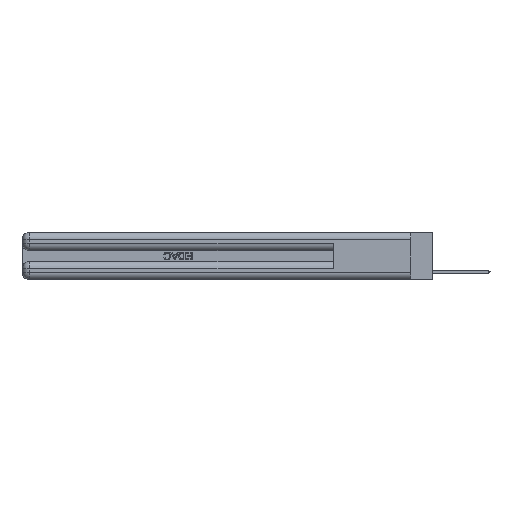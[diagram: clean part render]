
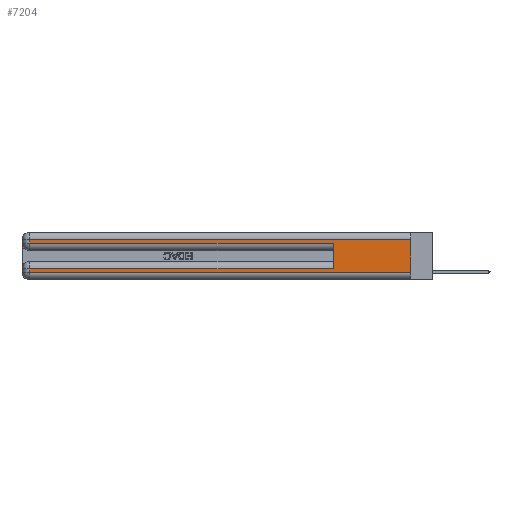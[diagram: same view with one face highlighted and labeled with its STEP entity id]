
A CAD part, left-side view. The second image highlights one B-rep face of the part: STEP entity #7204.
In plain terms, the highlighted planar face has unit normal (-1, 0, 0).
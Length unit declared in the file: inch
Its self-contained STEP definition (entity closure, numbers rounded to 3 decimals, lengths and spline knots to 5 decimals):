
#392 = LINE ( 'NONE', #5221, #26964 ) ;
#1225 = ORIENTED_EDGE ( 'NONE', *, *, #33179, .T. ) ;
#1439 = VECTOR ( 'NONE', #30885, 39.37008 ) ;
#2191 = ORIENTED_EDGE ( 'NONE', *, *, #5380, .T. ) ;
#2562 = EDGE_CURVE ( 'NONE', #14055, #4758, #27346, .T. ) ;
#2618 = DIRECTION ( 'NONE',  ( 0., -1., 0. ) ) ;
#3366 = VECTOR ( 'NONE', #9510, 39.37008 ) ;
#4758 = VERTEX_POINT ( 'NONE', #13558 ) ;
#4826 = VERTEX_POINT ( 'NONE', #29426 ) ;
#5221 = CARTESIAN_POINT ( 'NONE',  ( 0., 0., 0.085 ) ) ;
#5380 = EDGE_CURVE ( 'NONE', #9272, #25675, #24397, .T. ) ;
#5442 = DIRECTION ( 'NONE',  ( 0., 1., 0. ) ) ;
#6427 = DIRECTION ( 'NONE',  ( 0., 0., 1. ) ) ;
#7204 = ADVANCED_FACE ( 'NONE', ( #11008 ), #17587, .F. ) ;
#7367 = EDGE_LOOP ( 'NONE', ( #12572, #32774, #22978, #28995, #20269, #1225, #2191, #9776 ) ) ;
#7481 = CARTESIAN_POINT ( 'NONE',  ( 0., 0., 0.285 ) ) ;
#8993 = VECTOR ( 'NONE', #17918, 39.37008 ) ;
#9211 = VERTEX_POINT ( 'NONE', #28586 ) ;
#9272 = VERTEX_POINT ( 'NONE', #13712 ) ;
#9382 = VERTEX_POINT ( 'NONE', #29809 ) ;
#9510 = DIRECTION ( 'NONE',  ( 0., -1., 0. ) ) ;
#9776 = ORIENTED_EDGE ( 'NONE', *, *, #31057, .T. ) ;
#9965 = CARTESIAN_POINT ( 'NONE',  ( 0., 0., 0.37 ) ) ;
#10283 = CARTESIAN_POINT ( 'NONE',  ( 0., 0., 0.31 ) ) ;
#11008 = FACE_OUTER_BOUND ( 'NONE', #7367, .T. ) ;
#12530 = VECTOR ( 'NONE', #18968, 39.37008 ) ;
#12572 = ORIENTED_EDGE ( 'NONE', *, *, #24968, .F. ) ;
#13117 = DIRECTION ( 'NONE',  ( 0., 0., -1. ) ) ;
#13558 = CARTESIAN_POINT ( 'NONE',  ( 0., 0.6, 0.285 ) ) ;
#13712 = CARTESIAN_POINT ( 'NONE',  ( 0., 2.94, 0.085 ) ) ;
#14055 = VERTEX_POINT ( 'NONE', #16064 ) ;
#14789 = DIRECTION ( 'NONE',  ( 1., 0., 0. ) ) ;
#16064 = CARTESIAN_POINT ( 'NONE',  ( 0., 0.6, 0.085 ) ) ;
#16934 = LINE ( 'NONE', #26941, #12530 ) ;
#17039 = LINE ( 'NONE', #22220, #3366 ) ;
#17112 = CARTESIAN_POINT ( 'NONE',  ( 0., 2.94, 0.06 ) ) ;
#17437 = VECTOR ( 'NONE', #13117, 39.37008 ) ;
#17587 = PLANE ( 'NONE',  #23082 ) ;
#17918 = DIRECTION ( 'NONE',  ( 0., 1., 0. ) ) ;
#18968 = DIRECTION ( 'NONE',  ( 0., 0., -1. ) ) ;
#19084 = LINE ( 'NONE', #28428, #17437 ) ;
#19438 = VECTOR ( 'NONE', #2618, 39.37008 ) ;
#19550 = VERTEX_POINT ( 'NONE', #30414 ) ;
#20269 = ORIENTED_EDGE ( 'NONE', *, *, #2562, .F. ) ;
#21443 = LINE ( 'NONE', #7481, #19438 ) ;
#22045 = CARTESIAN_POINT ( 'NONE',  ( 0., 0.6, 0.145 ) ) ;
#22220 = CARTESIAN_POINT ( 'NONE',  ( 0., 0., 0.06 ) ) ;
#22792 = DIRECTION ( 'NONE',  ( 0., 0., -1. ) ) ;
#22978 = ORIENTED_EDGE ( 'NONE', *, *, #29169, .T. ) ;
#23082 = AXIS2_PLACEMENT_3D ( 'NONE', #9965, #14789, #22792 ) ;
#23107 = CARTESIAN_POINT ( 'NONE',  ( 0., 2.94, 0.37 ) ) ;
#24397 = LINE ( 'NONE', #23107, #1439 ) ;
#24968 = EDGE_CURVE ( 'NONE', #9382, #9211, #16934, .T. ) ;
#25675 = VERTEX_POINT ( 'NONE', #17112 ) ;
#26272 = LINE ( 'NONE', #10283, #8993 ) ;
#26542 = VECTOR ( 'NONE', #6427, 39.37008 ) ;
#26941 = CARTESIAN_POINT ( 'NONE',  ( 0., 0., 0.37 ) ) ;
#26964 = VECTOR ( 'NONE', #5442, 39.37008 ) ;
#27346 = LINE ( 'NONE', #22045, #26542 ) ;
#28428 = CARTESIAN_POINT ( 'NONE',  ( 0., 2.94, 0.37 ) ) ;
#28586 = CARTESIAN_POINT ( 'NONE',  ( 0., 0., 0.06 ) ) ;
#28995 = ORIENTED_EDGE ( 'NONE', *, *, #31223, .T. ) ;
#29169 = EDGE_CURVE ( 'NONE', #4826, #19550, #19084, .T. ) ;
#29426 = CARTESIAN_POINT ( 'NONE',  ( 0., 2.94, 0.31 ) ) ;
#29809 = CARTESIAN_POINT ( 'NONE',  ( 0., 0., 0.31 ) ) ;
#30414 = CARTESIAN_POINT ( 'NONE',  ( 0., 2.94, 0.285 ) ) ;
#30885 = DIRECTION ( 'NONE',  ( 0., 0., -1. ) ) ;
#31057 = EDGE_CURVE ( 'NONE', #25675, #9211, #17039, .T. ) ;
#31156 = EDGE_CURVE ( 'NONE', #9382, #4826, #26272, .T. ) ;
#31223 = EDGE_CURVE ( 'NONE', #19550, #4758, #21443, .T. ) ;
#32774 = ORIENTED_EDGE ( 'NONE', *, *, #31156, .T. ) ;
#33179 = EDGE_CURVE ( 'NONE', #14055, #9272, #392, .T. ) ;
